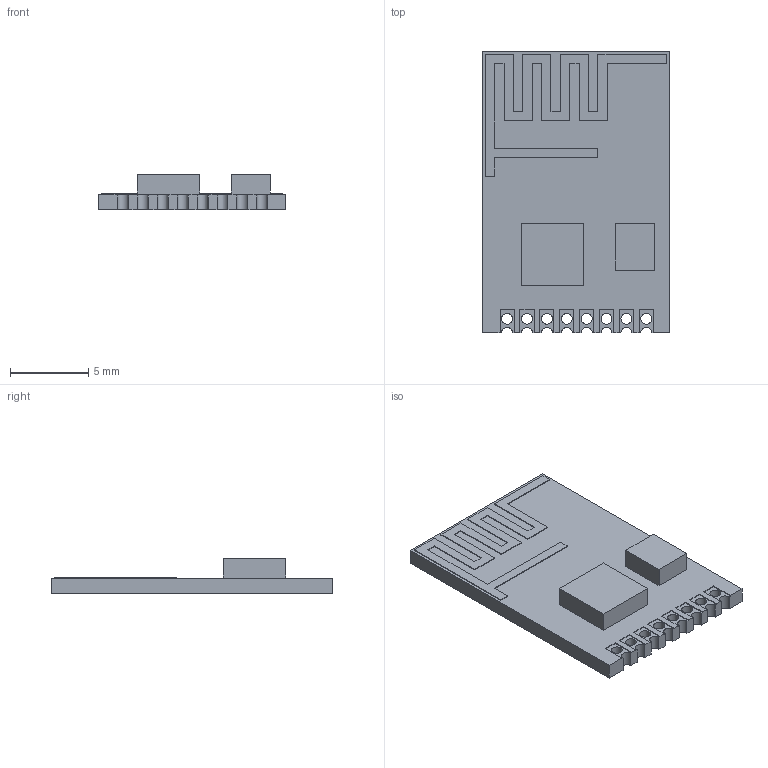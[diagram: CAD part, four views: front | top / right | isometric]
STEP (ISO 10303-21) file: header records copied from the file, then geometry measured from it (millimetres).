
FILE_DESCRIPTION(/* description */ (''),/* implementation_level */ '2;1');
FILE_NAME(/* name */ 'nRF24L01+_SMD.stp',/* time_stamp */ '2017-12-22T17:06:04+01:00',/* author */ ('Martin'),/* organization */ (''),/* preprocessor_version */ 'ST-DEVELOPER v16.13',/* originating_system */ 'Autodesk Inventor 2018',/* authorisation */ '');
FILE_SCHEMA (('AUTOMOTIVE_DESIGN { 1 0 10303 214 3 1 1 }'));
Length unit declared in the file: millimetre
Products named in the file (1): nRF24L01+_SMD
Bounding box: 12 x 18 x 2.27 mm (x, y, z)
Volume: 242.3 mm3; surface area: 542.8 mm2
Topology: 1 solids, 1 shells, 107 faces, 306 edges, 204 vertices
Faces by surface type: plane 91, cylinder 16
Full cylindrical faces by diameter (mm): 0.7 x8
Entity records: 3539 total; most frequent: CARTESIAN_POINT 610, ORIENTED_EDGE 596, DIRECTION 546, EDGE_CURVE 298, LINE 266, VECTOR 266, VERTEX_POINT 204, AXIS2_PLACEMENT_3D 140
